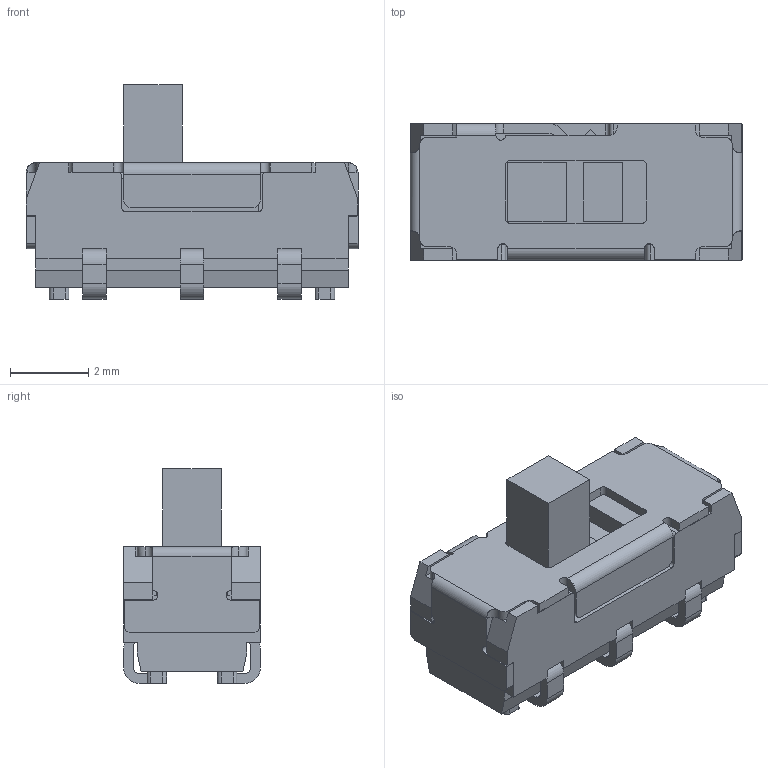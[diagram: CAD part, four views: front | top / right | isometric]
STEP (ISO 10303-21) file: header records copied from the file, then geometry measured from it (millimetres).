
FILE_DESCRIPTION(/* description */ ('STEP AP214'),/* implementation_level */ '2;1');
FILE_NAME(/* name */ 'NIDEC CL-SB-22A-01 v3.step',/* time_stamp */ '2024-12-09T23:54:14Z',/* author */ (''),/* organization */ (''),/* preprocessor_version */ 'ST-DEVELOPER v20',/* originating_system */ 'Autodesk Translation Framework v13.20.0.188',/* authorisation */ '');
FILE_SCHEMA (('AUTOMOTIVE_DESIGN { 1 0 10303 214 3 1 1 }'));
Length unit declared in the file: millimetre
Products named in the file (3): CL-SB-22A-01; 22A-01_c; 2Top setting_s
Assembly tree (2 placements, depth 2):
  CL-SB-22A-01
    22A-01_c
    2Top setting_s
Bounding box: 8.5 x 3.5 x 5.5 mm (x, y, z)
Volume: 84.1 mm3; surface area: 225.8 mm2
Topology: 1 solids, 1 shells, 327 faces, 941 edges, 608 vertices
Faces by surface type: plane 237, cylinder 90
Full cylindrical faces by diameter (mm): 0.8 x1, 1 x1
Entity records: 10935 total; most frequent: CARTESIAN_POINT 1925, ORIENTED_EDGE 1882, DIRECTION 1800, EDGE_CURVE 941, LINE 738, VECTOR 738, VERTEX_POINT 608, AXIS2_PLACEMENT_3D 531
